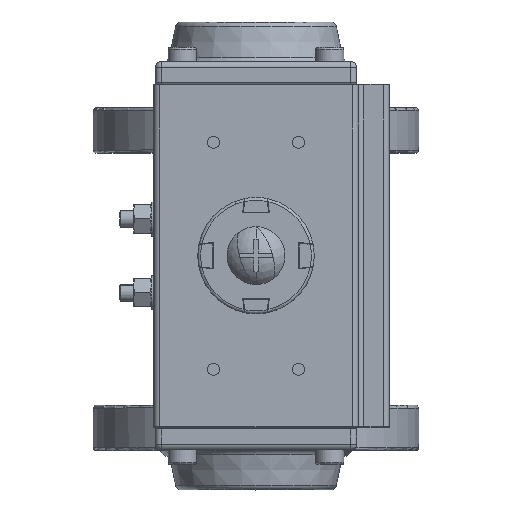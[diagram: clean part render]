
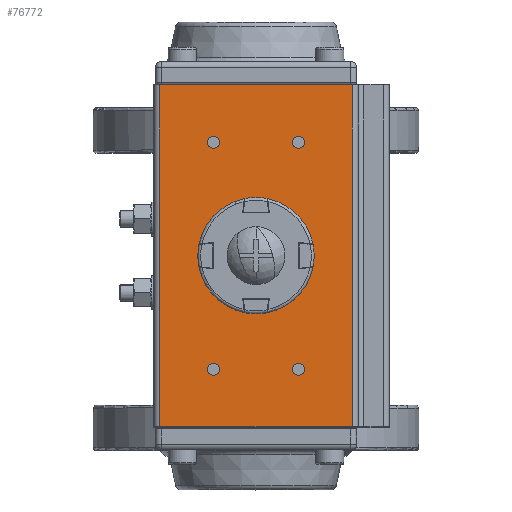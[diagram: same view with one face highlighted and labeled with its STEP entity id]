
A CAD part, top view. The second image highlights one B-rep face of the part: STEP entity #76772.
In plain terms, the highlighted planar face has unit normal (0, 0, 1).
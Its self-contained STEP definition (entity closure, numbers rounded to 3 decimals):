
#76633=CARTESIAN_POINT('',(-34.,-60.5,146.));
#76634=DIRECTION('',(0.,-0.,-1.));
#76635=DIRECTION('',(1.,-0.,0.));
#76636=AXIS2_PLACEMENT_3D('',#76633,#76634,#76635);
#76637=PLANE('',#76636);
#76638=CARTESIAN_POINT('',(-15.,37.9,146.));
#76639=VERTEX_POINT('',#76638);
#76640=CARTESIAN_POINT('',(-15.,42.1,146.));
#76641=VERTEX_POINT('',#76640);
#76642=CARTESIAN_POINT('',(-15.,40.,146.));
#76643=DIRECTION('',(-0.,0.,1.));
#76644=DIRECTION('',(-0.,-1.,0.));
#76645=AXIS2_PLACEMENT_3D('',#76642,#76643,#76644);
#76646=CIRCLE('',#76645,2.1);
#76647=EDGE_CURVE('NONE',#76639,#76641,#76646,.T.);
#76648=ORIENTED_EDGE('',*,*,#76647,.F.);
#76649=CARTESIAN_POINT('',(-15.,40.,146.));
#76650=DIRECTION('',(-0.,0.,1.));
#76651=DIRECTION('',(-0.,-1.,0.));
#76652=AXIS2_PLACEMENT_3D('',#76649,#76650,#76651);
#76653=CIRCLE('',#76652,2.1);
#76654=EDGE_CURVE('NONE',#76641,#76639,#76653,.T.);
#76655=ORIENTED_EDGE('',*,*,#76654,.F.);
#76656=EDGE_LOOP('',(#76648,#76655));
#76657=FACE_BOUND('',#76656,.T.);
#76658=CARTESIAN_POINT('',(15.,37.9,146.));
#76659=VERTEX_POINT('',#76658);
#76660=CARTESIAN_POINT('',(15.,42.1,146.));
#76661=VERTEX_POINT('',#76660);
#76662=CARTESIAN_POINT('',(15.,40.,146.));
#76663=DIRECTION('',(-0.,0.,1.));
#76664=DIRECTION('',(-0.,-1.,0.));
#76665=AXIS2_PLACEMENT_3D('',#76662,#76663,#76664);
#76666=CIRCLE('',#76665,2.1);
#76667=EDGE_CURVE('NONE',#76659,#76661,#76666,.T.);
#76668=ORIENTED_EDGE('',*,*,#76667,.F.);
#76669=CARTESIAN_POINT('',(15.,40.,146.));
#76670=DIRECTION('',(-0.,0.,1.));
#76671=DIRECTION('',(-0.,-1.,0.));
#76672=AXIS2_PLACEMENT_3D('',#76669,#76670,#76671);
#76673=CIRCLE('',#76672,2.1);
#76674=EDGE_CURVE('NONE',#76661,#76659,#76673,.T.);
#76675=ORIENTED_EDGE('',*,*,#76674,.F.);
#76676=EDGE_LOOP('',(#76668,#76675));
#76677=FACE_BOUND('',#76676,.T.);
#76678=CARTESIAN_POINT('',(34.,-60.279,146.));
#76679=VERTEX_POINT('',#76678);
#76680=CARTESIAN_POINT('',(34.,60.279,146.));
#76681=VERTEX_POINT('',#76680);
#76682=CARTESIAN_POINT('',(34.,-60.279,146.));
#76683=DIRECTION('',(0.,1.,-0.));
#76684=VECTOR('',#76683,120.558);
#76685=LINE('',#76682,#76684);
#76686=EDGE_CURVE('',#76679,#76681,#76685,.T.);
#76687=ORIENTED_EDGE('',*,*,#76686,.T.);
#76688=CARTESIAN_POINT('',(-34.,60.279,146.));
#76689=VERTEX_POINT('',#76688);
#76690=CARTESIAN_POINT('',(34.,60.279,146.));
#76691=DIRECTION('',(-1.,0.,-0.));
#76692=VECTOR('',#76691,68.);
#76693=LINE('',#76690,#76692);
#76694=EDGE_CURVE('',#76681,#76689,#76693,.T.);
#76695=ORIENTED_EDGE('',*,*,#76694,.T.);
#76696=CARTESIAN_POINT('',(-34.,-60.279,146.));
#76697=VERTEX_POINT('',#76696);
#76698=CARTESIAN_POINT('',(-34.,-60.279,146.));
#76699=DIRECTION('',(0.,1.,-0.));
#76700=VECTOR('',#76699,120.558);
#76701=LINE('',#76698,#76700);
#76702=EDGE_CURVE('',#76697,#76689,#76701,.T.);
#76703=ORIENTED_EDGE('',*,*,#76702,.F.);
#76704=CARTESIAN_POINT('',(-34.,-60.279,146.));
#76705=DIRECTION('',(1.,-0.,0.));
#76706=VECTOR('',#76705,68.);
#76707=LINE('',#76704,#76706);
#76708=EDGE_CURVE('',#76697,#76679,#76707,.T.);
#76709=ORIENTED_EDGE('',*,*,#76708,.T.);
#76710=EDGE_LOOP('',(#76687,#76695,#76703,#76709));
#76711=FACE_BOUND('',#76710,.T.);
#76712=CARTESIAN_POINT('',(-15.,-42.1,146.));
#76713=VERTEX_POINT('',#76712);
#76714=CARTESIAN_POINT('',(-15.,-37.9,146.));
#76715=VERTEX_POINT('',#76714);
#76716=CARTESIAN_POINT('',(-15.,-40.,146.));
#76717=DIRECTION('',(-0.,0.,1.));
#76718=DIRECTION('',(-0.,-1.,0.));
#76719=AXIS2_PLACEMENT_3D('',#76716,#76717,#76718);
#76720=CIRCLE('',#76719,2.1);
#76721=EDGE_CURVE('NONE',#76713,#76715,#76720,.T.);
#76722=ORIENTED_EDGE('',*,*,#76721,.F.);
#76723=CARTESIAN_POINT('',(-15.,-40.,146.));
#76724=DIRECTION('',(-0.,0.,1.));
#76725=DIRECTION('',(-0.,-1.,0.));
#76726=AXIS2_PLACEMENT_3D('',#76723,#76724,#76725);
#76727=CIRCLE('',#76726,2.1);
#76728=EDGE_CURVE('NONE',#76715,#76713,#76727,.T.);
#76729=ORIENTED_EDGE('',*,*,#76728,.F.);
#76730=EDGE_LOOP('',(#76722,#76729));
#76731=FACE_BOUND('',#76730,.T.);
#76732=CARTESIAN_POINT('',(15.,-42.1,146.));
#76733=VERTEX_POINT('',#76732);
#76734=CARTESIAN_POINT('',(15.,-37.9,146.));
#76735=VERTEX_POINT('',#76734);
#76736=CARTESIAN_POINT('',(15.,-40.,146.));
#76737=DIRECTION('',(-0.,0.,1.));
#76738=DIRECTION('',(-0.,-1.,0.));
#76739=AXIS2_PLACEMENT_3D('',#76736,#76737,#76738);
#76740=CIRCLE('',#76739,2.1);
#76741=EDGE_CURVE('NONE',#76733,#76735,#76740,.T.);
#76742=ORIENTED_EDGE('',*,*,#76741,.F.);
#76743=CARTESIAN_POINT('',(15.,-40.,146.));
#76744=DIRECTION('',(-0.,0.,1.));
#76745=DIRECTION('',(-0.,-1.,0.));
#76746=AXIS2_PLACEMENT_3D('',#76743,#76744,#76745);
#76747=CIRCLE('',#76746,2.1);
#76748=EDGE_CURVE('NONE',#76735,#76733,#76747,.T.);
#76749=ORIENTED_EDGE('',*,*,#76748,.F.);
#76750=EDGE_LOOP('',(#76742,#76749));
#76751=FACE_BOUND('',#76750,.T.);
#76752=CARTESIAN_POINT('',(0.,-9.,146.));
#76753=VERTEX_POINT('',#76752);
#76754=CARTESIAN_POINT('',(0.,9.,146.));
#76755=VERTEX_POINT('',#76754);
#76756=CARTESIAN_POINT('',(0.,0.,146.));
#76757=DIRECTION('',(0.,-0.,-1.));
#76758=DIRECTION('',(1.,-0.,0.));
#76759=AXIS2_PLACEMENT_3D('',#76756,#76757,#76758);
#76760=CIRCLE('',#76759,9.);
#76761=EDGE_CURVE('',#76753,#76755,#76760,.T.);
#76762=ORIENTED_EDGE('',*,*,#76761,.T.);
#76763=CARTESIAN_POINT('',(0.,0.,146.));
#76764=DIRECTION('',(0.,-0.,-1.));
#76765=DIRECTION('',(1.,-0.,0.));
#76766=AXIS2_PLACEMENT_3D('',#76763,#76764,#76765);
#76767=CIRCLE('',#76766,9.);
#76768=EDGE_CURVE('',#76755,#76753,#76767,.T.);
#76769=ORIENTED_EDGE('',*,*,#76768,.T.);
#76770=EDGE_LOOP('',(#76762,#76769));
#76771=FACE_BOUND('',#76770,.T.);
#76772=ADVANCED_FACE('',(#76657,#76677,#76711,#76731,#76751,#76771),#76637,.F.);
